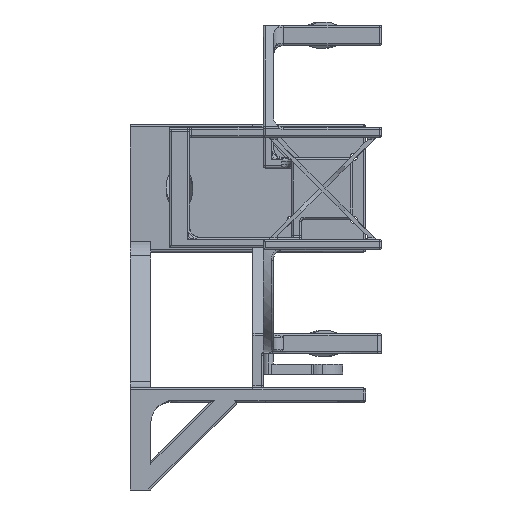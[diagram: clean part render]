
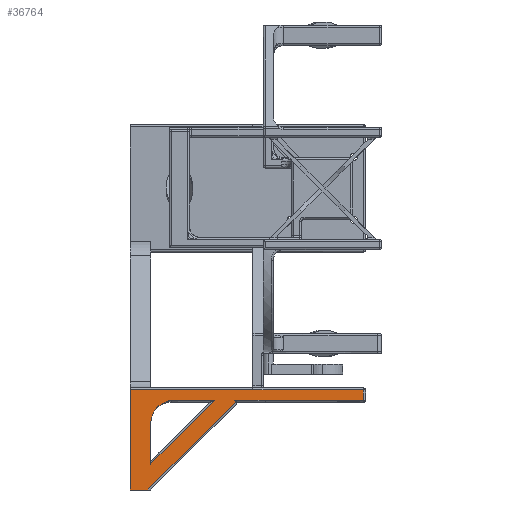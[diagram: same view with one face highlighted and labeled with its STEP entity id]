
A CAD part, left-side view. The second image highlights one B-rep face of the part: STEP entity #36764.
In plain terms, the highlighted planar face has unit normal (-1, 0, 0).
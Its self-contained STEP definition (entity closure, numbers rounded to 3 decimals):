
#469 = VECTOR ( 'NONE', #5008, 1000. ) ;
#687 = DIRECTION ( 'NONE',  ( 0., -1., 0. ) ) ;
#1133 = CARTESIAN_POINT ( 'NONE',  ( -31.15, 73.991, -22.7 ) ) ;
#1593 = CARTESIAN_POINT ( 'NONE',  ( -31.15, 85.406, -66.7 ) ) ;
#1772 = VECTOR ( 'NONE', #13540, 1000. ) ;
#1775 = FACE_BOUND ( 'NONE', #19983, .T. ) ;
#1829 = ORIENTED_EDGE ( 'NONE', *, *, #9311, .F. ) ;
#1877 = CARTESIAN_POINT ( 'NONE',  ( -31.15, 74.631, -22.903 ) ) ;
#1887 = ORIENTED_EDGE ( 'NONE', *, *, #22729, .T. ) ;
#2124 = VERTEX_POINT ( 'NONE', #1593 ) ;
#2469 = CARTESIAN_POINT ( 'NONE',  ( -31.15, 83.991, -32.981 ) ) ;
#2730 = LINE ( 'NONE', #35218, #36080 ) ;
#2979 = VERTEX_POINT ( 'NONE', #8854 ) ;
#3224 = EDGE_CURVE ( 'NONE', #3799, #11079, #31063, .T. ) ;
#3799 = VERTEX_POINT ( 'NONE', #1133 ) ;
#4870 = ORIENTED_EDGE ( 'NONE', *, *, #9793, .T. ) ;
#4913 = VERTEX_POINT ( 'NONE', #26665 ) ;
#4986 = CARTESIAN_POINT ( 'NONE',  ( -31.15, 74.791, -22.955 ) ) ;
#5008 = DIRECTION ( 'NONE',  ( 0., -1., 0. ) ) ;
#5565 = CARTESIAN_POINT ( 'NONE',  ( -31.15, 78.349, -24.426 ) ) ;
#5635 = VERTEX_POINT ( 'NONE', #23070 ) ;
#5796 = DIRECTION ( 'NONE',  ( 0., 0., 1. ) ) ;
#6180 = LINE ( 'NONE', #32292, #33460 ) ;
#6390 = ORIENTED_EDGE ( 'NONE', *, *, #6449, .T. ) ;
#6449 = EDGE_CURVE ( 'NONE', #36560, #12544, #6180, .T. ) ;
#6709 = CARTESIAN_POINT ( 'NONE',  ( -31.15, 28.991, -22.7 ) ) ;
#7073 = VECTOR ( 'NONE', #22722, 1000. ) ;
#7547 = EDGE_CURVE ( 'NONE', #11079, #36560, #14345, .T. ) ;
#7891 = CARTESIAN_POINT ( 'NONE',  ( -31.15, 83.991, -33.654 ) ) ;
#8079 = CARTESIAN_POINT ( 'NONE',  ( -31.15, 75.269, -23.112 ) ) ;
#8270 = CARTESIAN_POINT ( 'NONE',  ( -31.15, 74.15, -22.75 ) ) ;
#8690 = LINE ( 'NONE', #20496, #469 ) ;
#8854 = CARTESIAN_POINT ( 'NONE',  ( -31.15, -20.15, -22.7 ) ) ;
#9311 = EDGE_CURVE ( 'NONE', #24769, #37227, #29739, .T. ) ;
#9441 = DIRECTION ( 'NONE',  ( 0., 0., 1. ) ) ;
#9688 = LINE ( 'NONE', #35458, #33219 ) ;
#9793 = EDGE_CURVE ( 'NONE', #2124, #24619, #9688, .T. ) ;
#10862 = PLANE ( 'NONE',  #35763 ) ;
#10978 = CARTESIAN_POINT ( 'NONE',  ( -31.15, 75.587, -23.22 ) ) ;
#11079 = VERTEX_POINT ( 'NONE', #30970 ) ;
#11171 = CARTESIAN_POINT ( 'NONE',  ( -31.15, 78.925, -24.768 ) ) ;
#11256 = CARTESIAN_POINT ( 'NONE',  ( -31.15, 28.991, -23.7 ) ) ;
#11559 = CARTESIAN_POINT ( 'NONE',  ( -31.15, 83.925, -32.318 ) ) ;
#12129 = LINE ( 'NONE', #6709, #31188 ) ;
#12299 = LINE ( 'NONE', #24853, #28702 ) ;
#12417 = ORIENTED_EDGE ( 'NONE', *, *, #24495, .T. ) ;
#12497 = B_SPLINE_CURVE_WITH_KNOTS ( 'NONE', 3,
 ( #7891, #2469, #11559, #13874, #13685, #20471, #38054, #34951, #37674, #16985, #28972, #14271, #37484, #34757, #29157, #34568, #11171, #5565, #14075, #37289, #28570, #10978, #8079, #4986, #1877, #14464, #8270, #19709 ),
 .UNSPECIFIED., .F., .F.,
 ( 4, 2, 2, 2, 2, 2, 2, 2, 2, 2, 2, 2, 2, 4 ),
 ( 0., 0.002, 0.003, 0.004, 0.006, 0.007, 0.008, 0.01, 0.011, 0.012, 0.014, 0.015, 0.015, 0.016 ),
 .UNSPECIFIED. ) ;
#12544 = VERTEX_POINT ( 'NONE', #21676 ) ;
#13248 = EDGE_CURVE ( 'NONE', #4913, #24619, #12299, .T. ) ;
#13261 = CARTESIAN_POINT ( 'NONE',  ( -31.15, 28.991, -22.7 ) ) ;
#13540 = DIRECTION ( 'NONE',  ( 0., 1., 0. ) ) ;
#13685 = CARTESIAN_POINT ( 'NONE',  ( -31.15, 83.647, -31.018 ) ) ;
#13874 = CARTESIAN_POINT ( 'NONE',  ( -31.15, 83.729, -31.341 ) ) ;
#14075 = CARTESIAN_POINT ( 'NONE',  ( -31.15, 78.054, -24.267 ) ) ;
#14271 = CARTESIAN_POINT ( 'NONE',  ( -31.15, 81.459, -26.924 ) ) ;
#14273 = VERTEX_POINT ( 'NONE', #20005 ) ;
#14345 = LINE ( 'NONE', #26319, #14707 ) ;
#14359 = FACE_OUTER_BOUND ( 'NONE', #30031, .T. ) ;
#14464 = CARTESIAN_POINT ( 'NONE',  ( -31.15, 74.311, -22.801 ) ) ;
#14513 = CARTESIAN_POINT ( 'NONE',  ( -31.15, 27.991, -22.7 ) ) ;
#14594 = DIRECTION ( 'NONE',  ( 0., -0.707, 0.707 ) ) ;
#14707 = VECTOR ( 'NONE', #32313, 1000. ) ;
#15252 = CARTESIAN_POINT ( 'NONE',  ( -31.15, 93.991, -16.7 ) ) ;
#16082 = ORIENTED_EDGE ( 'NONE', *, *, #26905, .T. ) ;
#16451 = LINE ( 'NONE', #28226, #1772 ) ;
#16568 = DIRECTION ( 'NONE',  ( 0., -1., 0. ) ) ;
#16985 = CARTESIAN_POINT ( 'NONE',  ( -31.15, 82.083, -27.716 ) ) ;
#19258 = LINE ( 'NONE', #31229, #7073 ) ;
#19709 = CARTESIAN_POINT ( 'NONE',  ( -31.15, 73.991, -22.7 ) ) ;
#19851 = LINE ( 'NONE', #13261, #21924 ) ;
#19983 = EDGE_LOOP ( 'NONE', ( #21413, #6390, #27575, #25755 ) ) ;
#20005 = CARTESIAN_POINT ( 'NONE',  ( -31.15, -20.15, -17.7 ) ) ;
#20230 = EDGE_CURVE ( 'NONE', #2979, #14273, #19258, .T. ) ;
#20471 = CARTESIAN_POINT ( 'NONE',  ( -31.15, 83.452, -30.377 ) ) ;
#20496 = CARTESIAN_POINT ( 'NONE',  ( -31.15, 93.991, -66.7 ) ) ;
#21413 = ORIENTED_EDGE ( 'NONE', *, *, #7547, .T. ) ;
#21585 = DIRECTION ( 'NONE',  ( 0., -0.707, -0.707 ) ) ;
#21676 = CARTESIAN_POINT ( 'NONE',  ( -31.15, 83.991, -33.654 ) ) ;
#21924 = VECTOR ( 'NONE', #27950, 1000. ) ;
#22722 = DIRECTION ( 'NONE',  ( 0., 0., 1. ) ) ;
#22729 = EDGE_CURVE ( 'NONE', #14273, #5635, #2730, .T. ) ;
#23070 = CARTESIAN_POINT ( 'NONE',  ( -31.15, 33.991, -17.7 ) ) ;
#23918 = VECTOR ( 'NONE', #9441, 1000. ) ;
#24462 = EDGE_CURVE ( 'NONE', #28150, #2979, #12129, .T. ) ;
#24495 = EDGE_CURVE ( 'NONE', #4913, #28150, #19851, .T. ) ;
#24619 = VERTEX_POINT ( 'NONE', #25631 ) ;
#24769 = VERTEX_POINT ( 'NONE', #33156 ) ;
#24853 = CARTESIAN_POINT ( 'NONE',  ( -31.15, 48.636, -17.203 ) ) ;
#25631 = CARTESIAN_POINT ( 'NONE',  ( -31.15, 42.272, -23.566 ) ) ;
#25755 = ORIENTED_EDGE ( 'NONE', *, *, #3224, .T. ) ;
#26254 = ORIENTED_EDGE ( 'NONE', *, *, #37220, .T. ) ;
#26319 = CARTESIAN_POINT ( 'NONE',  ( -31.15, 41.355, -11.336 ) ) ;
#26665 = CARTESIAN_POINT ( 'NONE',  ( -31.15, 43.139, -22.7 ) ) ;
#26905 = EDGE_CURVE ( 'NONE', #24769, #2124, #8690, .T. ) ;
#27127 = CARTESIAN_POINT ( 'NONE',  ( -31.15, 83.991, -53.972 ) ) ;
#27575 = ORIENTED_EDGE ( 'NONE', *, *, #32671, .T. ) ;
#27950 = DIRECTION ( 'NONE',  ( 0., -1., 0. ) ) ;
#28150 = VERTEX_POINT ( 'NONE', #14513 ) ;
#28226 = CARTESIAN_POINT ( 'NONE',  ( -31.15, 93.991, -17.7 ) ) ;
#28570 = CARTESIAN_POINT ( 'NONE',  ( -31.15, 76.533, -23.564 ) ) ;
#28702 = VECTOR ( 'NONE', #21585, 1000. ) ;
#28972 = CARTESIAN_POINT ( 'NONE',  ( -31.15, 81.883, -27.445 ) ) ;
#29157 = CARTESIAN_POINT ( 'NONE',  ( -31.15, 80.028, -25.533 ) ) ;
#29739 = LINE ( 'NONE', #15252, #23918 ) ;
#30031 = EDGE_LOOP ( 'NONE', ( #16082, #4870, #31750, #12417, #34706, #37975, #1887, #26254, #1829 ) ) ;
#30970 = CARTESIAN_POINT ( 'NONE',  ( -31.15, 52.719, -22.7 ) ) ;
#31063 = LINE ( 'NONE', #33586, #33702 ) ;
#31188 = VECTOR ( 'NONE', #687, 1000. ) ;
#31229 = CARTESIAN_POINT ( 'NONE',  ( -31.15, -20.15, -16.7 ) ) ;
#31750 = ORIENTED_EDGE ( 'NONE', *, *, #13248, .F. ) ;
#31955 = DIRECTION ( 'NONE',  ( 0., 0., 1. ) ) ;
#32292 = CARTESIAN_POINT ( 'NONE',  ( -31.15, 83.991, -16.7 ) ) ;
#32313 = DIRECTION ( 'NONE',  ( 0., 0.707, -0.707 ) ) ;
#32509 = DIRECTION ( 'NONE',  ( 0., 1., 0. ) ) ;
#32671 = EDGE_CURVE ( 'NONE', #12544, #3799, #12497, .T. ) ;
#33156 = CARTESIAN_POINT ( 'NONE',  ( -31.15, 93.991, -66.7 ) ) ;
#33219 = VECTOR ( 'NONE', #14594, 1000. ) ;
#33460 = VECTOR ( 'NONE', #5796, 1000. ) ;
#33586 = CARTESIAN_POINT ( 'NONE',  ( -31.15, 28.991, -22.7 ) ) ;
#33702 = VECTOR ( 'NONE', #16568, 1000. ) ;
#34462 = DIRECTION ( 'NONE',  ( -1., 0., 0. ) ) ;
#34568 = CARTESIAN_POINT ( 'NONE',  ( -31.15, 79.208, -24.951 ) ) ;
#34706 = ORIENTED_EDGE ( 'NONE', *, *, #24462, .T. ) ;
#34757 = CARTESIAN_POINT ( 'NONE',  ( -31.15, 80.536, -25.963 ) ) ;
#34951 = CARTESIAN_POINT ( 'NONE',  ( -31.15, 82.951, -29.134 ) ) ;
#35218 = CARTESIAN_POINT ( 'NONE',  ( -31.15, 33.991, -17.7 ) ) ;
#35458 = CARTESIAN_POINT ( 'NONE',  ( -31.15, 42.272, -23.566 ) ) ;
#35763 = AXIS2_PLACEMENT_3D ( 'NONE', #11256, #34462, #31955 ) ;
#36080 = VECTOR ( 'NONE', #32509, 1000. ) ;
#36560 = VERTEX_POINT ( 'NONE', #27127 ) ;
#36764 = ADVANCED_FACE ( 'NONE', ( #14359, #1775 ), #10862, .T. ) ;
#37143 = CARTESIAN_POINT ( 'NONE',  ( -31.15, 93.991, -17.7 ) ) ;
#37220 = EDGE_CURVE ( 'NONE', #5635, #37227, #16451, .T. ) ;
#37227 = VERTEX_POINT ( 'NONE', #37143 ) ;
#37289 = CARTESIAN_POINT ( 'NONE',  ( -31.15, 77.156, -23.82 ) ) ;
#37484 = CARTESIAN_POINT ( 'NONE',  ( -31.15, 81.236, -26.675 ) ) ;
#37674 = CARTESIAN_POINT ( 'NONE',  ( -31.15, 82.637, -28.548 ) ) ;
#37975 = ORIENTED_EDGE ( 'NONE', *, *, #20230, .T. ) ;
#38054 = CARTESIAN_POINT ( 'NONE',  ( -31.15, 83.337, -30.059 ) ) ;
